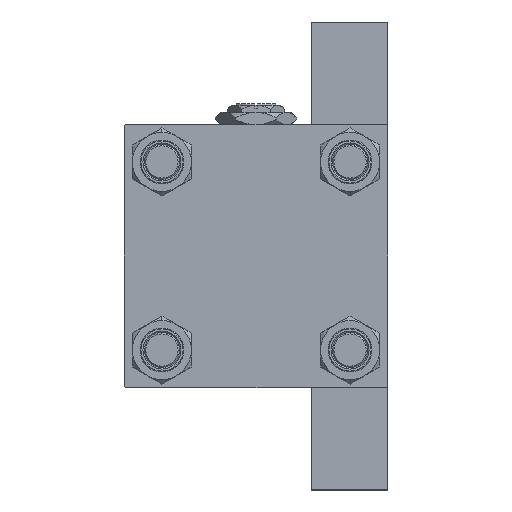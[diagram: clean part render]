
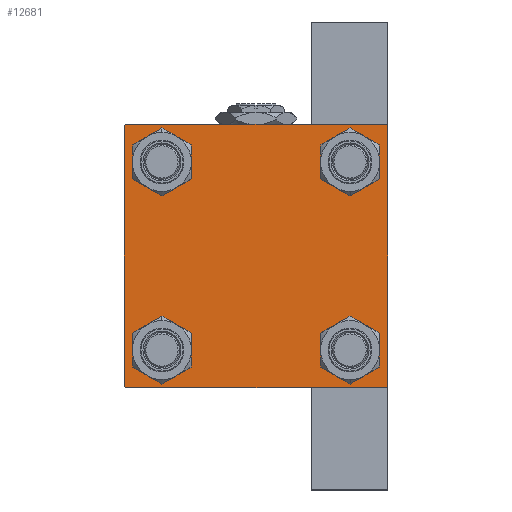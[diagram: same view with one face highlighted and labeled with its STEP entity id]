
A CAD part, left-side view. The second image highlights one B-rep face of the part: STEP entity #12681.
In plain terms, the highlighted planar face has unit normal (-1, 0, 0).
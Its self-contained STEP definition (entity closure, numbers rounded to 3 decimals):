
#926 = CARTESIAN_POINT ( 'NONE',  ( 0., 32.15, 25.65 ) ) ;
#953 = DIRECTION ( 'NONE',  ( 1., 0., 0. ) ) ;
#977 = EDGE_CURVE ( 'NONE', #8953, #44359, #46155, .T. ) ;
#1551 = DIRECTION ( 'NONE',  ( 0., 0.707, -0.707 ) ) ;
#1818 = CARTESIAN_POINT ( 'NONE',  ( 0., -32.15, 38.65 ) ) ;
#1871 = CIRCLE ( 'NONE', #6111, 6.5 ) ;
#1934 = CARTESIAN_POINT ( 'NONE',  ( 0., 45., 45. ) ) ;
#1971 = CIRCLE ( 'NONE', #45220, 6.5 ) ;
#2460 = ORIENTED_EDGE ( 'NONE', *, *, #29108, .F. ) ;
#2794 = ORIENTED_EDGE ( 'NONE', *, *, #18496, .T. ) ;
#2892 = AXIS2_PLACEMENT_3D ( 'NONE', #6724, #35428, #43400 ) ;
#3173 = VERTEX_POINT ( 'NONE', #14433 ) ;
#3451 = EDGE_CURVE ( 'NONE', #7757, #35513, #24443, .T. ) ;
#3548 = DIRECTION ( 'NONE',  ( 0., 0., 1. ) ) ;
#3661 = VECTOR ( 'NONE', #8787, 1000. ) ;
#4358 = DIRECTION ( 'NONE',  ( 0., 0., -1. ) ) ;
#4557 = VERTEX_POINT ( 'NONE', #1818 ) ;
#4984 = CIRCLE ( 'NONE', #12613, 6.5 ) ;
#5103 = CARTESIAN_POINT ( 'NONE',  ( 0., 32.15, 32.15 ) ) ;
#6034 = CARTESIAN_POINT ( 'NONE',  ( 0., 45., 44.5 ) ) ;
#6111 = AXIS2_PLACEMENT_3D ( 'NONE', #16579, #41008, #3548 ) ;
#6463 = FACE_OUTER_BOUND ( 'NONE', #41521, .T. ) ;
#6724 = CARTESIAN_POINT ( 'NONE',  ( 0., 0., 0. ) ) ;
#6738 = DIRECTION ( 'NONE',  ( 1., 0., 0. ) ) ;
#6801 = EDGE_LOOP ( 'NONE', ( #27800, #44657 ) ) ;
#7695 = DIRECTION ( 'NONE',  ( 0., -0.707, 0.707 ) ) ;
#7757 = VERTEX_POINT ( 'NONE', #32288 ) ;
#7947 = CARTESIAN_POINT ( 'NONE',  ( 0., 44.5, -45. ) ) ;
#8683 = ORIENTED_EDGE ( 'NONE', *, *, #25888, .F. ) ;
#8743 = DIRECTION ( 'NONE',  ( 0., 0., 1. ) ) ;
#8787 = DIRECTION ( 'NONE',  ( 0., 0.707, 0.707 ) ) ;
#8953 = VERTEX_POINT ( 'NONE', #926 ) ;
#9042 = VECTOR ( 'NONE', #30443, 1000. ) ;
#9073 = DIRECTION ( 'NONE',  ( 0., 0., 1. ) ) ;
#9113 = LINE ( 'NONE', #25348, #50389 ) ;
#9906 = EDGE_CURVE ( 'NONE', #32980, #10479, #48093, .T. ) ;
#10185 = DIRECTION ( 'NONE',  ( 0., 0., 1. ) ) ;
#10479 = VERTEX_POINT ( 'NONE', #35560 ) ;
#10637 = EDGE_CURVE ( 'NONE', #15573, #7757, #35928, .T. ) ;
#11284 = CARTESIAN_POINT ( 'NONE',  ( 0., -45., 44.5 ) ) ;
#11404 = LINE ( 'NONE', #27635, #35969 ) ;
#12613 = AXIS2_PLACEMENT_3D ( 'NONE', #33370, #953, #22466 ) ;
#12681 = ADVANCED_FACE ( 'NONE', ( #39138, #35159, #26943, #14445, #6463 ), #22680, .T. ) ;
#12783 = LINE ( 'NONE', #28991, #3661 ) ;
#13117 = EDGE_CURVE ( 'NONE', #44359, #8953, #1971, .T. ) ;
#13774 = CARTESIAN_POINT ( 'NONE',  ( 0., 44.75, 44.75 ) ) ;
#14071 = EDGE_CURVE ( 'NONE', #24289, #15573, #9113, .T. ) ;
#14142 = AXIS2_PLACEMENT_3D ( 'NONE', #14191, #46600, #10185 ) ;
#14191 = CARTESIAN_POINT ( 'NONE',  ( 0., -32.15, 32.15 ) ) ;
#14433 = CARTESIAN_POINT ( 'NONE',  ( 0., -32.15, 25.65 ) ) ;
#14445 = FACE_BOUND ( 'NONE', #48769, .T. ) ;
#15573 = VERTEX_POINT ( 'NONE', #7947 ) ;
#16013 = CARTESIAN_POINT ( 'NONE',  ( 0., 44.5, 45. ) ) ;
#16189 = ORIENTED_EDGE ( 'NONE', *, *, #29371, .T. ) ;
#16328 = CARTESIAN_POINT ( 'NONE',  ( 0., 45., 45. ) ) ;
#16579 = CARTESIAN_POINT ( 'NONE',  ( 0., 32.15, -32.15 ) ) ;
#18177 = AXIS2_PLACEMENT_3D ( 'NONE', #5103, #41522, #33535 ) ;
#18429 = LINE ( 'NONE', #1934, #25310 ) ;
#18496 = EDGE_CURVE ( 'NONE', #29053, #31714, #1871, .T. ) ;
#18944 = DIRECTION ( 'NONE',  ( 1., 0., 0. ) ) ;
#22466 = DIRECTION ( 'NONE',  ( 0., 0., 1. ) ) ;
#22680 = PLANE ( 'NONE',  #2892 ) ;
#22691 = DIRECTION ( 'NONE',  ( 0., 0., 1. ) ) ;
#22700 = ORIENTED_EDGE ( 'NONE', *, *, #34456, .T. ) ;
#22933 = ORIENTED_EDGE ( 'NONE', *, *, #29169, .T. ) ;
#23562 = CARTESIAN_POINT ( 'NONE',  ( 0., -32.15, -25.65 ) ) ;
#23591 = CIRCLE ( 'NONE', #38867, 6.5 ) ;
#24289 = VERTEX_POINT ( 'NONE', #44180 ) ;
#24443 = LINE ( 'NONE', #35354, #52042 ) ;
#24936 = DIRECTION ( 'NONE',  ( 0., 0., -1. ) ) ;
#24979 = DIRECTION ( 'NONE',  ( 1., 0., 0. ) ) ;
#25304 = CARTESIAN_POINT ( 'NONE',  ( 0., -32.15, 32.15 ) ) ;
#25310 = VECTOR ( 'NONE', #46059, 1000. ) ;
#25348 = CARTESIAN_POINT ( 'NONE',  ( 0., 44.75, -44.75 ) ) ;
#25622 = ORIENTED_EDGE ( 'NONE', *, *, #44453, .T. ) ;
#25888 = EDGE_CURVE ( 'NONE', #28887, #35513, #11404, .T. ) ;
#26943 = FACE_BOUND ( 'NONE', #27780, .T. ) ;
#27635 = CARTESIAN_POINT ( 'NONE',  ( 0., -45., 45. ) ) ;
#27780 = EDGE_LOOP ( 'NONE', ( #22933, #2794 ) ) ;
#27800 = ORIENTED_EDGE ( 'NONE', *, *, #9906, .T. ) ;
#27812 = VECTOR ( 'NONE', #4358, 1000. ) ;
#28887 = VERTEX_POINT ( 'NONE', #11284 ) ;
#28979 = EDGE_CURVE ( 'NONE', #39141, #24289, #40769, .T. ) ;
#28991 = CARTESIAN_POINT ( 'NONE',  ( 0., -44.75, 44.75 ) ) ;
#29053 = VERTEX_POINT ( 'NONE', #29861 ) ;
#29054 = DIRECTION ( 'NONE',  ( 0., -0.707, -0.707 ) ) ;
#29108 = EDGE_CURVE ( 'NONE', #43434, #46872, #18429, .T. ) ;
#29169 = EDGE_CURVE ( 'NONE', #31714, #29053, #23591, .T. ) ;
#29371 = EDGE_CURVE ( 'NONE', #3173, #4557, #50861, .T. ) ;
#29861 = CARTESIAN_POINT ( 'NONE',  ( 0., 32.15, -38.65 ) ) ;
#30443 = DIRECTION ( 'NONE',  ( 0., -1., 0. ) ) ;
#31074 = EDGE_LOOP ( 'NONE', ( #25622, #16189 ) ) ;
#31182 = DIRECTION ( 'NONE',  ( 0., 0., 1. ) ) ;
#31714 = VERTEX_POINT ( 'NONE', #39349 ) ;
#32288 = CARTESIAN_POINT ( 'NONE',  ( 0., -44.5, -45. ) ) ;
#32980 = VERTEX_POINT ( 'NONE', #23562 ) ;
#33370 = CARTESIAN_POINT ( 'NONE',  ( 0., -32.15, -32.15 ) ) ;
#33535 = DIRECTION ( 'NONE',  ( 0., 0., 1. ) ) ;
#33874 = ORIENTED_EDGE ( 'NONE', *, *, #28979, .T. ) ;
#34113 = CARTESIAN_POINT ( 'NONE',  ( 0., -32.15, -32.15 ) ) ;
#34300 = DIRECTION ( 'NONE',  ( 1., 0., 0. ) ) ;
#34456 = EDGE_CURVE ( 'NONE', #28887, #46872, #12783, .T. ) ;
#34711 = ORIENTED_EDGE ( 'NONE', *, *, #977, .T. ) ;
#35159 = FACE_BOUND ( 'NONE', #6801, .T. ) ;
#35354 = CARTESIAN_POINT ( 'NONE',  ( 0., -44.75, -44.75 ) ) ;
#35428 = DIRECTION ( 'NONE',  ( -1., 0., 0. ) ) ;
#35513 = VERTEX_POINT ( 'NONE', #35619 ) ;
#35560 = CARTESIAN_POINT ( 'NONE',  ( 0., -32.15, -38.65 ) ) ;
#35619 = CARTESIAN_POINT ( 'NONE',  ( 0., -45., -44.5 ) ) ;
#35928 = LINE ( 'NONE', #38932, #9042 ) ;
#35969 = VECTOR ( 'NONE', #24936, 1000. ) ;
#37046 = CIRCLE ( 'NONE', #14142, 6.5 ) ;
#37659 = ORIENTED_EDGE ( 'NONE', *, *, #10637, .T. ) ;
#37833 = CARTESIAN_POINT ( 'NONE',  ( 0., 32.15, 38.65 ) ) ;
#38592 = ORIENTED_EDGE ( 'NONE', *, *, #14071, .T. ) ;
#38867 = AXIS2_PLACEMENT_3D ( 'NONE', #47907, #18944, #31182 ) ;
#38932 = CARTESIAN_POINT ( 'NONE',  ( 0., 45., -45. ) ) ;
#39138 = FACE_BOUND ( 'NONE', #31074, .T. ) ;
#39141 = VERTEX_POINT ( 'NONE', #6034 ) ;
#39349 = CARTESIAN_POINT ( 'NONE',  ( 0., 32.15, -25.65 ) ) ;
#39353 = ORIENTED_EDGE ( 'NONE', *, *, #13117, .T. ) ;
#39860 = EDGE_CURVE ( 'NONE', #43434, #39141, #46708, .T. ) ;
#40656 = AXIS2_PLACEMENT_3D ( 'NONE', #25304, #34300, #9073 ) ;
#40769 = LINE ( 'NONE', #16328, #27812 ) ;
#41002 = ORIENTED_EDGE ( 'NONE', *, *, #39860, .T. ) ;
#41008 = DIRECTION ( 'NONE',  ( 1., 0., 0. ) ) ;
#41521 = EDGE_LOOP ( 'NONE', ( #33874, #38592, #37659, #47682, #8683, #22700, #2460, #41002 ) ) ;
#41522 = DIRECTION ( 'NONE',  ( 1., 0., 0. ) ) ;
#41978 = CARTESIAN_POINT ( 'NONE',  ( 0., 32.15, 32.15 ) ) ;
#43400 = DIRECTION ( 'NONE',  ( 0., 0., 1. ) ) ;
#43434 = VERTEX_POINT ( 'NONE', #16013 ) ;
#43880 = AXIS2_PLACEMENT_3D ( 'NONE', #34113, #6738, #22691 ) ;
#44180 = CARTESIAN_POINT ( 'NONE',  ( 0., 45., -44.5 ) ) ;
#44359 = VERTEX_POINT ( 'NONE', #37833 ) ;
#44453 = EDGE_CURVE ( 'NONE', #4557, #3173, #37046, .T. ) ;
#44657 = ORIENTED_EDGE ( 'NONE', *, *, #51824, .T. ) ;
#45220 = AXIS2_PLACEMENT_3D ( 'NONE', #41978, #24979, #8743 ) ;
#46059 = DIRECTION ( 'NONE',  ( 0., -1., 0. ) ) ;
#46119 = CARTESIAN_POINT ( 'NONE',  ( 0., -44.5, 45. ) ) ;
#46155 = CIRCLE ( 'NONE', #18177, 6.5 ) ;
#46600 = DIRECTION ( 'NONE',  ( 1., 0., 0. ) ) ;
#46708 = LINE ( 'NONE', #13774, #47910 ) ;
#46872 = VERTEX_POINT ( 'NONE', #46119 ) ;
#47682 = ORIENTED_EDGE ( 'NONE', *, *, #3451, .T. ) ;
#47907 = CARTESIAN_POINT ( 'NONE',  ( 0., 32.15, -32.15 ) ) ;
#47910 = VECTOR ( 'NONE', #1551, 1000. ) ;
#48093 = CIRCLE ( 'NONE', #43880, 6.5 ) ;
#48769 = EDGE_LOOP ( 'NONE', ( #39353, #34711 ) ) ;
#50389 = VECTOR ( 'NONE', #29054, 1000. ) ;
#50861 = CIRCLE ( 'NONE', #40656, 6.5 ) ;
#51824 = EDGE_CURVE ( 'NONE', #10479, #32980, #4984, .T. ) ;
#52042 = VECTOR ( 'NONE', #7695, 1000. ) ;
